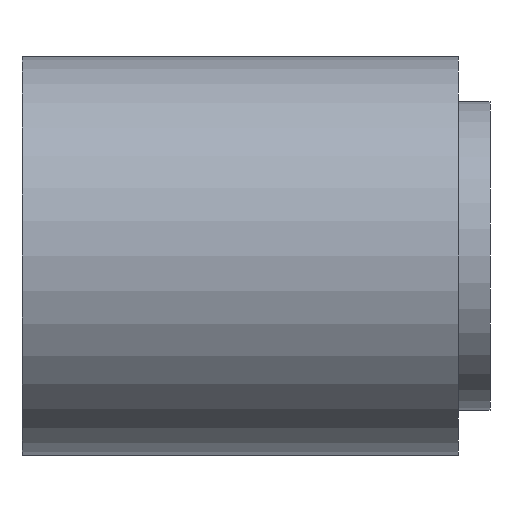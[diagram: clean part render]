
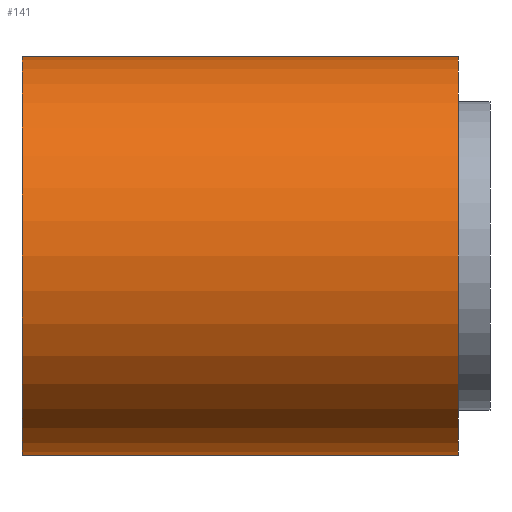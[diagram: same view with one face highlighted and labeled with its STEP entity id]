
A CAD part, front view. The second image highlights one B-rep face of the part: STEP entity #141.
In plain terms, the highlighted cylindrical face has radius 11.616 mm (diameter 23.233 mm), a partial arc.
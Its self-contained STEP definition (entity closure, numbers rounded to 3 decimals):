
#74=CARTESIAN_POINT('',(-1.857,0.0,-11.616));
#75=VERTEX_POINT('',#74);
#76=CARTESIAN_POINT('',(-1.857,0.0,11.616));
#77=VERTEX_POINT('',#76);
#78=CARTESIAN_POINT('',(-1.857,0.0,0.0));
#79=DIRECTION('',(-1.0,0.0,0.0));
#80=DIRECTION('',(0.0,0.0,1.0));
#81=AXIS2_PLACEMENT_3D('',#78,#79,#80);
#82=CIRCLE('',#81,11.616);
#83=EDGE_CURVE('n� 167',#75,#77,#82,.T.);
#110=CARTESIAN_POINT('',(-27.301,0.0,-11.616));
#111=VERTEX_POINT('',#110);
#112=CARTESIAN_POINT('',(-1.857,0.0,-11.616));
#113=DIRECTION('',(-1.0,-0.0,0.0));
#114=VECTOR('',#113,1.0);
#115=LINE('',#112,#114);
#116=EDGE_CURVE('n� 188',#75,#111,#115,.T.);
#117=ORIENTED_EDGE('',*,*,#116,.F.);
#118=ORIENTED_EDGE('',*,*,#83,.T.);
#119=CARTESIAN_POINT('',(-27.301,0.0,11.616));
#120=VERTEX_POINT('',#119);
#121=CARTESIAN_POINT('',(-1.857,0.0,11.616));
#122=DIRECTION('',(-1.0,0.0,0.0));
#123=VECTOR('',#122,1.0);
#124=LINE('',#121,#123);
#125=EDGE_CURVE('n� 196',#77,#120,#124,.T.);
#126=ORIENTED_EDGE('',*,*,#125,.T.);
#127=CARTESIAN_POINT('',(-27.301,0.0,0.0));
#128=DIRECTION('',(-1.0,-0.0,-0.0));
#129=DIRECTION('',(0.0,0.0,-1.0));
#130=AXIS2_PLACEMENT_3D('',#127,#128,#129);
#131=CIRCLE('',#130,11.616);
#132=EDGE_CURVE('n� 200',#111,#120,#131,.T.);
#133=ORIENTED_EDGE('',*,*,#132,.F.);
#134=EDGE_LOOP('',(#117,#118,#126,#133));
#135=FACE_OUTER_BOUND('',#134,.T.);
#136=CARTESIAN_POINT('',(-36.659,0.0,0.0));
#137=DIRECTION('',(-1.0,0.0,0.0));
#138=DIRECTION('',(0.0,1.0,0.0));
#139=AXIS2_PLACEMENT_3D('',#136,#137,#138);
#140=CYLINDRICAL_SURFACE('',#139,11.616);
#141=ADVANCED_FACE('n� 181',(#135),#140,.T.);
